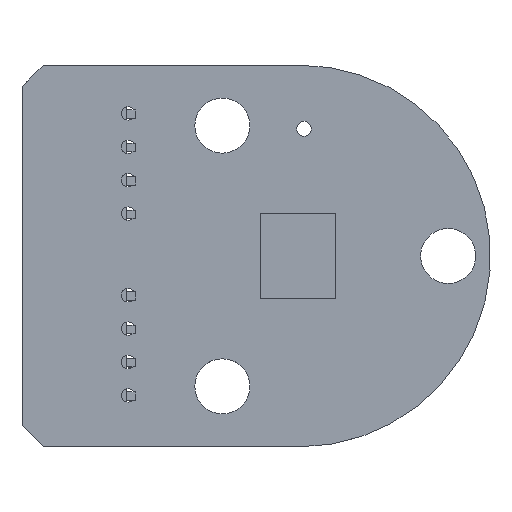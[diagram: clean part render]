
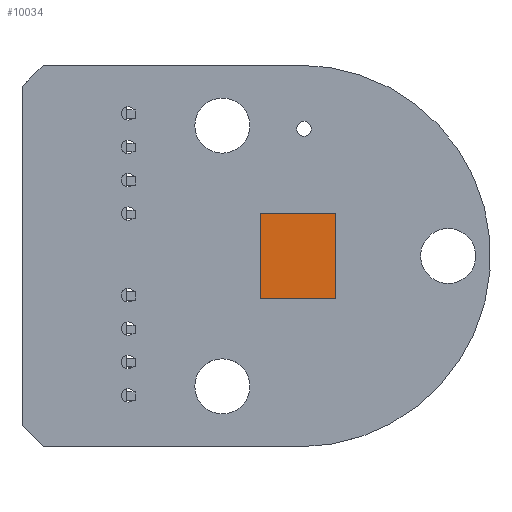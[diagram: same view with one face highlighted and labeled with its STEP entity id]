
A CAD part, top view. The second image highlights one B-rep face of the part: STEP entity #10034.
In plain terms, the highlighted planar face has unit normal (0, 0, 1).
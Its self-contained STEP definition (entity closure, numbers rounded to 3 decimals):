
#9720 = VERTEX_POINT('',#9721);
#9721 = CARTESIAN_POINT('',(2.25,-2.55,1.15));
#9728 = PLANE('',#9729);
#9729 = AXIS2_PLACEMENT_3D('',#9730,#9731,#9732);
#9730 = CARTESIAN_POINT('',(2.25,-2.55,0.));
#9731 = DIRECTION('',(-1.,0.,0.));
#9732 = DIRECTION('',(0.,1.,0.));
#9740 = PLANE('',#9741);
#9741 = AXIS2_PLACEMENT_3D('',#9742,#9743,#9744);
#9742 = CARTESIAN_POINT('',(-2.25,-2.55,0.));
#9743 = DIRECTION('',(0.,1.,0.));
#9744 = DIRECTION('',(1.,0.,0.));
#9752 = EDGE_CURVE('',#9720,#9753,#9755,.T.);
#9753 = VERTEX_POINT('',#9754);
#9754 = CARTESIAN_POINT('',(2.25,2.55,1.15));
#9755 = SURFACE_CURVE('',#9756,(#9760,#9767),.PCURVE_S1.);
#9756 = LINE('',#9757,#9758);
#9757 = CARTESIAN_POINT('',(2.25,-2.55,1.15));
#9758 = VECTOR('',#9759,1.);
#9759 = DIRECTION('',(0.,1.,0.));
#9760 = PCURVE('',#9728,#9761);
#9761 = DEFINITIONAL_REPRESENTATION('',(#9762),#9766);
#9762 = LINE('',#9763,#9764);
#9763 = CARTESIAN_POINT('',(0.,-1.15));
#9764 = VECTOR('',#9765,1.);
#9765 = DIRECTION('',(1.,0.));
#9766 = ( GEOMETRIC_REPRESENTATION_CONTEXT(2) 
PARAMETRIC_REPRESENTATION_CONTEXT() REPRESENTATION_CONTEXT('2D SPACE',''
  ) );
#9767 = PCURVE('',#9768,#9773);
#9768 = PLANE('',#9769);
#9769 = AXIS2_PLACEMENT_3D('',#9770,#9771,#9772);
#9770 = CARTESIAN_POINT('',(2.25,-2.55,1.15));
#9771 = DIRECTION('',(0.,0.,-1.));
#9772 = DIRECTION('',(-1.,0.,0.));
#9773 = DEFINITIONAL_REPRESENTATION('',(#9774),#9778);
#9774 = LINE('',#9775,#9776);
#9775 = CARTESIAN_POINT('',(0.,0.));
#9776 = VECTOR('',#9777,1.);
#9777 = DIRECTION('',(0.,1.));
#9778 = ( GEOMETRIC_REPRESENTATION_CONTEXT(2) 
PARAMETRIC_REPRESENTATION_CONTEXT() REPRESENTATION_CONTEXT('2D SPACE',''
  ) );
#9796 = PLANE('',#9797);
#9797 = AXIS2_PLACEMENT_3D('',#9798,#9799,#9800);
#9798 = CARTESIAN_POINT('',(2.25,2.55,0.));
#9799 = DIRECTION('',(0.,-1.,0.));
#9800 = DIRECTION('',(-1.,0.,0.));
#9838 = EDGE_CURVE('',#9753,#9839,#9841,.T.);
#9839 = VERTEX_POINT('',#9840);
#9840 = CARTESIAN_POINT('',(-2.25,2.55,1.15));
#9841 = SURFACE_CURVE('',#9842,(#9846,#9853),.PCURVE_S1.);
#9842 = LINE('',#9843,#9844);
#9843 = CARTESIAN_POINT('',(2.25,2.55,1.15));
#9844 = VECTOR('',#9845,1.);
#9845 = DIRECTION('',(-1.,0.,0.));
#9846 = PCURVE('',#9796,#9847);
#9847 = DEFINITIONAL_REPRESENTATION('',(#9848),#9852);
#9848 = LINE('',#9849,#9850);
#9849 = CARTESIAN_POINT('',(0.,-1.15));
#9850 = VECTOR('',#9851,1.);
#9851 = DIRECTION('',(1.,0.));
#9852 = ( GEOMETRIC_REPRESENTATION_CONTEXT(2) 
PARAMETRIC_REPRESENTATION_CONTEXT() REPRESENTATION_CONTEXT('2D SPACE',''
  ) );
#9853 = PCURVE('',#9768,#9854);
#9854 = DEFINITIONAL_REPRESENTATION('',(#9855),#9859);
#9855 = LINE('',#9856,#9857);
#9856 = CARTESIAN_POINT('',(0.,5.1));
#9857 = VECTOR('',#9858,1.);
#9858 = DIRECTION('',(1.,0.));
#9859 = ( GEOMETRIC_REPRESENTATION_CONTEXT(2) 
PARAMETRIC_REPRESENTATION_CONTEXT() REPRESENTATION_CONTEXT('2D SPACE',''
  ) );
#9877 = PLANE('',#9878);
#9878 = AXIS2_PLACEMENT_3D('',#9879,#9880,#9881);
#9879 = CARTESIAN_POINT('',(-2.25,2.55,0.));
#9880 = DIRECTION('',(1.,0.,0.));
#9881 = DIRECTION('',(0.,-1.,0.));
#9914 = EDGE_CURVE('',#9839,#9915,#9917,.T.);
#9915 = VERTEX_POINT('',#9916);
#9916 = CARTESIAN_POINT('',(-2.25,-2.55,1.15));
#9917 = SURFACE_CURVE('',#9918,(#9922,#9929),.PCURVE_S1.);
#9918 = LINE('',#9919,#9920);
#9919 = CARTESIAN_POINT('',(-2.25,2.55,1.15));
#9920 = VECTOR('',#9921,1.);
#9921 = DIRECTION('',(0.,-1.,0.));
#9922 = PCURVE('',#9877,#9923);
#9923 = DEFINITIONAL_REPRESENTATION('',(#9924),#9928);
#9924 = LINE('',#9925,#9926);
#9925 = CARTESIAN_POINT('',(0.,-1.15));
#9926 = VECTOR('',#9927,1.);
#9927 = DIRECTION('',(1.,0.));
#9928 = ( GEOMETRIC_REPRESENTATION_CONTEXT(2) 
PARAMETRIC_REPRESENTATION_CONTEXT() REPRESENTATION_CONTEXT('2D SPACE',''
  ) );
#9929 = PCURVE('',#9768,#9930);
#9930 = DEFINITIONAL_REPRESENTATION('',(#9931),#9935);
#9931 = LINE('',#9932,#9933);
#9932 = CARTESIAN_POINT('',(4.5,5.1));
#9933 = VECTOR('',#9934,1.);
#9934 = DIRECTION('',(0.,-1.));
#9935 = ( GEOMETRIC_REPRESENTATION_CONTEXT(2) 
PARAMETRIC_REPRESENTATION_CONTEXT() REPRESENTATION_CONTEXT('2D SPACE',''
  ) );
#9985 = EDGE_CURVE('',#9915,#9720,#9986,.T.);
#9986 = SURFACE_CURVE('',#9987,(#9991,#9998),.PCURVE_S1.);
#9987 = LINE('',#9988,#9989);
#9988 = CARTESIAN_POINT('',(-2.25,-2.55,1.15));
#9989 = VECTOR('',#9990,1.);
#9990 = DIRECTION('',(1.,0.,0.));
#9991 = PCURVE('',#9740,#9992);
#9992 = DEFINITIONAL_REPRESENTATION('',(#9993),#9997);
#9993 = LINE('',#9994,#9995);
#9994 = CARTESIAN_POINT('',(0.,-1.15));
#9995 = VECTOR('',#9996,1.);
#9996 = DIRECTION('',(1.,0.));
#9997 = ( GEOMETRIC_REPRESENTATION_CONTEXT(2) 
PARAMETRIC_REPRESENTATION_CONTEXT() REPRESENTATION_CONTEXT('2D SPACE',''
  ) );
#9998 = PCURVE('',#9768,#9999);
#9999 = DEFINITIONAL_REPRESENTATION('',(#10000),#10004);
#10000 = LINE('',#10001,#10002);
#10001 = CARTESIAN_POINT('',(4.5,0.));
#10002 = VECTOR('',#10003,1.);
#10003 = DIRECTION('',(-1.,0.));
#10004 = ( GEOMETRIC_REPRESENTATION_CONTEXT(2) 
PARAMETRIC_REPRESENTATION_CONTEXT() REPRESENTATION_CONTEXT('2D SPACE',''
  ) );
#10034 = ADVANCED_FACE('',(#10035),#9768,.F.);
#10035 = FACE_BOUND('',#10036,.T.);
#10036 = EDGE_LOOP('',(#10037,#10038,#10039,#10040));
#10037 = ORIENTED_EDGE('',*,*,#9752,.T.);
#10038 = ORIENTED_EDGE('',*,*,#9838,.T.);
#10039 = ORIENTED_EDGE('',*,*,#9914,.T.);
#10040 = ORIENTED_EDGE('',*,*,#9985,.T.);
